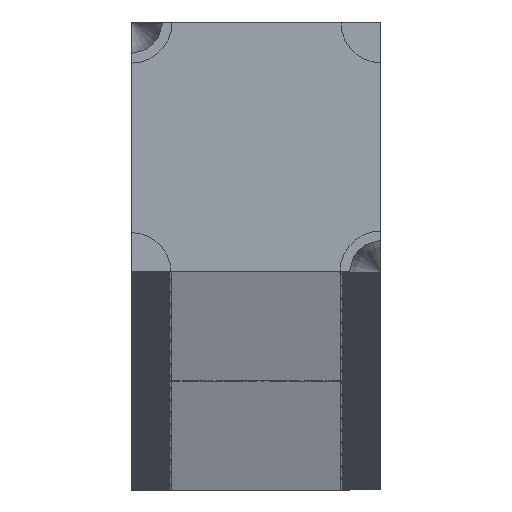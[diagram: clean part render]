
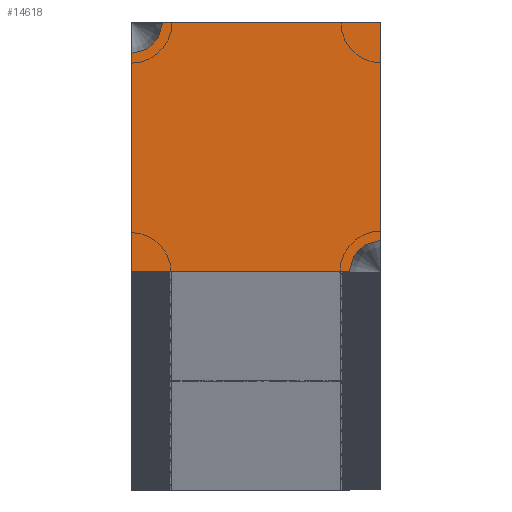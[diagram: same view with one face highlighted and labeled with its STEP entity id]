
A CAD part, top view. The second image highlights one B-rep face of the part: STEP entity #14618.
In plain terms, the highlighted planar face has unit normal (0, 0, 1).
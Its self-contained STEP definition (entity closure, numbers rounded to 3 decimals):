
#804 = CARTESIAN_POINT ( 'NONE',  ( 6., -4.485, 3000. ) ) ;
#2581 = CARTESIAN_POINT ( 'NONE',  ( 6., 6., 3000. ) ) ;
#3562 = PLANE ( 'NONE',  #36411 ) ;
#4266 = VECTOR ( 'NONE', #31665, 1000. ) ;
#4715 = DIRECTION ( 'NONE',  ( 1., 0., 0. ) ) ;
#5152 = VECTOR ( 'NONE', #25862, 1000. ) ;
#6216 = CARTESIAN_POINT ( 'NONE',  ( -6., -6., 3000. ) ) ;
#7033 = DIRECTION ( 'NONE',  ( 0., -1., 0. ) ) ;
#9036 = CIRCLE ( 'NONE', #35190, 1.515 ) ;
#11348 = DIRECTION ( 'NONE',  ( 1., 0., 0. ) ) ;
#13577 = VERTEX_POINT ( 'NONE', #804 ) ;
#14126 = LINE ( 'NONE', #2581, #5152 ) ;
#14433 = CARTESIAN_POINT ( 'NONE',  ( -6., 6., 3000. ) ) ;
#14568 = DIRECTION ( 'NONE',  ( 1., 0., 0. ) ) ;
#14618 = ADVANCED_FACE ( 'NONE', ( #27406 ), #3562, .T. ) ;
#16752 = ORIENTED_EDGE ( 'NONE', *, *, #31232, .T. ) ;
#16898 = CARTESIAN_POINT ( 'NONE',  ( -4.485, 6., 3000. ) ) ;
#18386 = DIRECTION ( 'NONE',  ( 0., 0., -1. ) ) ;
#19545 = LINE ( 'NONE', #34190, #38569 ) ;
#19594 = CARTESIAN_POINT ( 'NONE',  ( 4.485, -6., 3000. ) ) ;
#20515 = DIRECTION ( 'NONE',  ( 0., 0., 1. ) ) ;
#20877 = EDGE_CURVE ( 'NONE', #30192, #39971, #9036, .T. ) ;
#24110 = CARTESIAN_POINT ( 'NONE',  ( 6., 6., 3000. ) ) ;
#24286 = CARTESIAN_POINT ( 'NONE',  ( 6., -6., 3000. ) ) ;
#25424 = VERTEX_POINT ( 'NONE', #19594 ) ;
#25862 = DIRECTION ( 'NONE',  ( 0., 1., 0. ) ) ;
#26343 = ORIENTED_EDGE ( 'NONE', *, *, #43333, .T. ) ;
#27406 = FACE_OUTER_BOUND ( 'NONE', #39796, .T. ) ;
#28557 = ORIENTED_EDGE ( 'NONE', *, *, #37864, .T. ) ;
#30192 = VERTEX_POINT ( 'NONE', #16898 ) ;
#30755 = CARTESIAN_POINT ( 'NONE',  ( -6., 4.485, 3000. ) ) ;
#31232 = EDGE_CURVE ( 'NONE', #25424, #13577, #34203, .T. ) ;
#31665 = DIRECTION ( 'NONE',  ( -1., 0., 0. ) ) ;
#31866 = CARTESIAN_POINT ( 'NONE',  ( -6., -6., 3000. ) ) ;
#33514 = ORIENTED_EDGE ( 'NONE', *, *, #41158, .T. ) ;
#34190 = CARTESIAN_POINT ( 'NONE',  ( -6., 6., 3000. ) ) ;
#34203 = CIRCLE ( 'NONE', #39985, 1.515 ) ;
#34436 = ORIENTED_EDGE ( 'NONE', *, *, #20877, .T. ) ;
#34823 = DIRECTION ( 'NONE',  ( 1., 0., 0. ) ) ;
#34909 = LINE ( 'NONE', #38913, #4266 ) ;
#35115 = EDGE_CURVE ( 'NONE', #40257, #25424, #38695, .T. ) ;
#35190 = AXIS2_PLACEMENT_3D ( 'NONE', #14433, #18386, #34823 ) ;
#35386 = VERTEX_POINT ( 'NONE', #24110 ) ;
#36411 = AXIS2_PLACEMENT_3D ( 'NONE', #37375, #20515, #11348 ) ;
#37375 = CARTESIAN_POINT ( 'NONE',  ( 0., 0., 3000. ) ) ;
#37864 = EDGE_CURVE ( 'NONE', #39971, #40257, #19545, .T. ) ;
#38569 = VECTOR ( 'NONE', #7033, 1000. ) ;
#38695 = LINE ( 'NONE', #31866, #42394 ) ;
#38913 = CARTESIAN_POINT ( 'NONE',  ( -6., 6., 3000. ) ) ;
#39278 = ORIENTED_EDGE ( 'NONE', *, *, #35115, .T. ) ;
#39796 = EDGE_LOOP ( 'NONE', ( #39278, #16752, #26343, #33514, #34436, #28557 ) ) ;
#39971 = VERTEX_POINT ( 'NONE', #30755 ) ;
#39985 = AXIS2_PLACEMENT_3D ( 'NONE', #24286, #41612, #14568 ) ;
#40257 = VERTEX_POINT ( 'NONE', #6216 ) ;
#41158 = EDGE_CURVE ( 'NONE', #35386, #30192, #34909, .T. ) ;
#41612 = DIRECTION ( 'NONE',  ( 0., 0., -1. ) ) ;
#42394 = VECTOR ( 'NONE', #4715, 1000. ) ;
#43333 = EDGE_CURVE ( 'NONE', #13577, #35386, #14126, .T. ) ;
